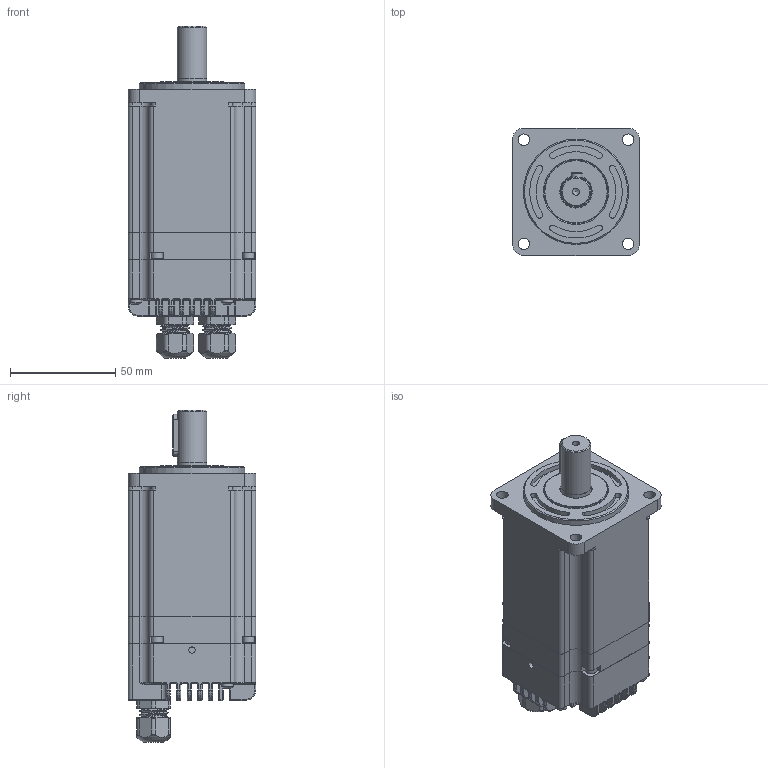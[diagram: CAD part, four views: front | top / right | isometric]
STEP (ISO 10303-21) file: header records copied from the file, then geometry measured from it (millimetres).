
FILE_DESCRIPTION (( 'STEP AP203' ), '1' );
FILE_NAME ('ZMD60AIS108-48-C01330-B1-5-1C.STEP', '2025-03-13T06:26:36', ( '¼¼Êõ03' ), ( 'HP Inc.' ), 'SwSTEP 2.0', 'SolidWorks 2020', '' );
FILE_SCHEMA (( 'CONFIG_CONTROL_DESIGN' ));
Products named in the file (1): ZMD60AIS108-48-C01330-B1-5-1C
Bounding box: 60.5 x 60.5 x 157.7 mm (x, y, z)
Volume: 140365.3 mm3; surface area: 89863.6 mm2
Topology: 16 solids, 16 shells, 1904 faces, 4769 edges, 2864 vertices
Faces by surface type: plane 703, cylinder 661, torus 227, bspline 138, sphere 102, cone 73
Full cylindrical faces by diameter (mm): 2.5 x17, 2.598 x4, 3 x9, 3.3 x1, 3.4 x8, 5.5 x8, 5.6 x4, 6 x1, 9.371 x2, 9.543 x2, 10 x1, 10.5 x2, 14 x1, 14.1 x1, 14.2 x1, 15 x2, 15.5 x1, 19 x1, 20 x1, 25 x1, 30 x5, 30.2 x1, 35 x1, 50 x1, 53 x1, 55.7 x1, 56.5 x1, 57.8 x1, 58.3 x2
Entity records: 67255 total; most frequent: CARTESIAN_POINT 23554, DIRECTION 9144, ORIENTED_EDGE 8906, EDGE_CURVE 4453, AXIS2_PLACEMENT_3D 3398, VERTEX_POINT 2796, LINE 2348, VECTOR 2348
